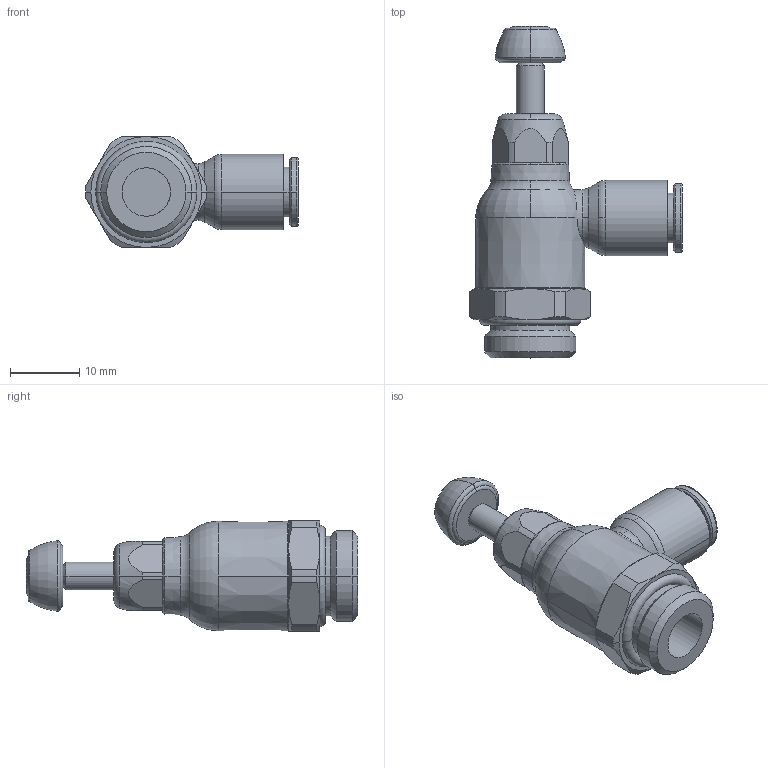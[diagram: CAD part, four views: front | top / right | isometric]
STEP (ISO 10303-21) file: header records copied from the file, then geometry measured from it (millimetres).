
FILE_DESCRIPTION(('STEP AP214'),'1');
FILE_NAME('7060_06_13.stp','2016-07-07T14:54:24',('TraceParts'),('TraceParts S.A.'),'Spatial InterOp 3D',' ',' ');
FILE_SCHEMA(('automotive_design'));
Length unit declared in the file: millimetre
Products named in the file (1): 1
Bounding box: 30.7 x 47.91 x 16 mm (x, y, z)
Volume: 5564.5 mm3; surface area: 3643.1 mm2
Topology: 1 solids, 1 shells, 131 faces, 342 edges, 218 vertices
Faces by surface type: cone 36, cylinder 32, torus 28, plane 27, revolution 8
Entity records: 4328 total; most frequent: CARTESIAN_POINT 1054, DIRECTION 737, ORIENTED_EDGE 684, EDGE_CURVE 342, AXIS2_PLACEMENT_3D 321, VERTEX_POINT 218, CIRCLE 197, EDGE_LOOP 138
